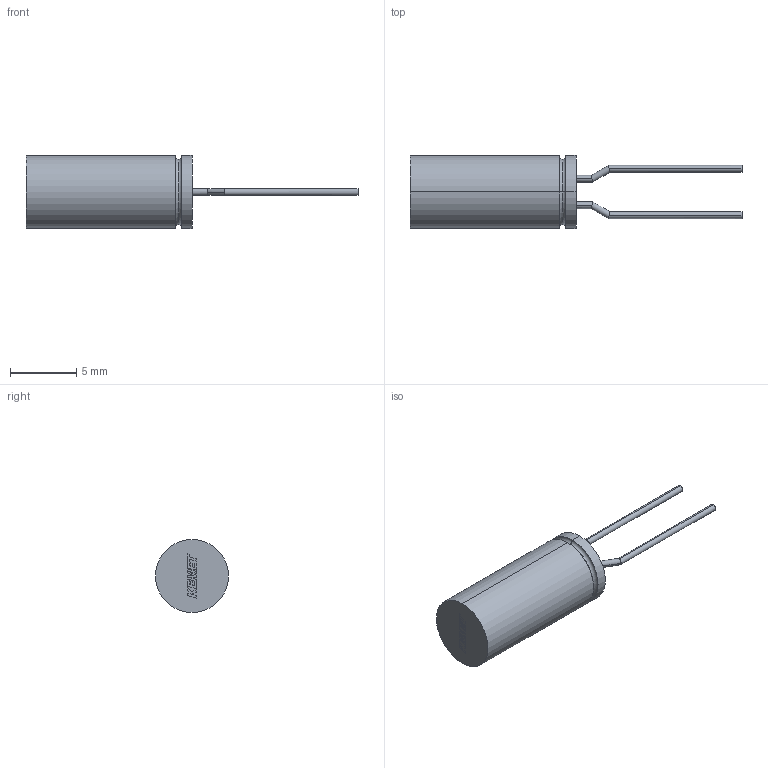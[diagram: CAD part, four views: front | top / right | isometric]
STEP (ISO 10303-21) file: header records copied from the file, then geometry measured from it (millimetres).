
FILE_DESCRIPTION (( 'STEP AP214' ), '1' );
FILE_NAME ('CAR_KTRF2.5_5X11_D5.5L12.5S2.5F0.5.STEP', '2021-03-22T15:17:50', ( '' ), ( '' ), 'SwSTEP 2.0', 'SolidWorks 2014', '' );
FILE_SCHEMA (( 'AUTOMOTIVE_DESIGN' ));
Length unit declared in the file: millimetre
Products named in the file (1): CAR_KTRF2.5_5X11_D5.5L12.5S2.5F0.5
Bounding box: 25 x 5.5 x 5.5 mm (x, y, z)
Volume: 300.1 mm3; surface area: 311.5 mm2
Topology: 4 solids, 4 shells, 81 faces, 207 edges, 136 vertices
Faces by surface type: plane 61, cylinder 16, torus 4
Entity records: 3367 total; most frequent: CARTESIAN_POINT 473, ORIENTED_EDGE 414, DIRECTION 377, EDGE_CURVE 207, VECTOR 169, LINE 169, VERTEX_POINT 136, AXIS2_PLACEMENT_3D 104
